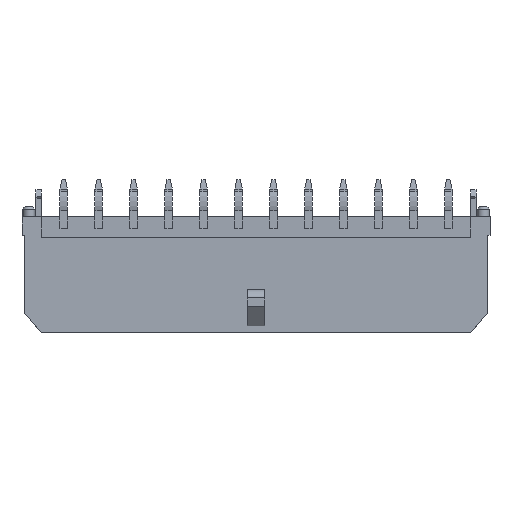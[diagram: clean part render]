
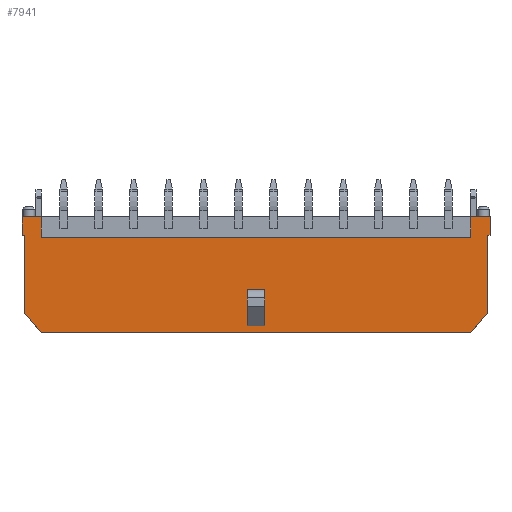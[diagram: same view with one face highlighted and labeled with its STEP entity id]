
A CAD part, front view. The second image highlights one B-rep face of the part: STEP entity #7941.
In plain terms, the highlighted face is planar.
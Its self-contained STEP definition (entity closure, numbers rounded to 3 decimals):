
#183 = LINE ( 'NONE', #7433, #227 ) ;
#227 = VECTOR ( 'NONE', #2849, 1000. ) ;
#262 = EDGE_CURVE ( 'NONE', #14108, #31021, #11476, .T. ) ;
#382 = VERTEX_POINT ( 'NONE', #732 ) ;
#427 = VECTOR ( 'NONE', #8115, 1000. ) ;
#555 = LINE ( 'NONE', #2459, #19538 ) ;
#732 = CARTESIAN_POINT ( 'NONE',  ( -15.75, 9.37, -4.9 ) ) ;
#919 = ORIENTED_EDGE ( 'NONE', *, *, #8220, .F. ) ;
#1254 = EDGE_CURVE ( 'NONE', #11671, #11256, #15065, .T. ) ;
#1359 = VECTOR ( 'NONE', #4567, 1000. ) ;
#1369 = VERTEX_POINT ( 'NONE', #3730 ) ;
#1513 = LINE ( 'NONE', #4160, #17841 ) ;
#1725 = VECTOR ( 'NONE', #17748, 1000. ) ;
#1826 = CARTESIAN_POINT ( 'NONE',  ( -36.575, 1.6, -4.9 ) ) ;
#1911 = LINE ( 'NONE', #23004, #23860 ) ;
#1955 = VECTOR ( 'NONE', #19119, 1000. ) ;
#2036 = VERTEX_POINT ( 'NONE', #6173 ) ;
#2317 = ORIENTED_EDGE ( 'NONE', *, *, #26318, .T. ) ;
#2459 = CARTESIAN_POINT ( 'NONE',  ( -34.925, 0., -4.9 ) ) ;
#2817 = CARTESIAN_POINT ( 'NONE',  ( 1.925, 0., -4.9 ) ) ;
#2849 = DIRECTION ( 'NONE',  ( 1., 0., 0. ) ) ;
#3241 = ORIENTED_EDGE ( 'NONE', *, *, #26308, .F. ) ;
#3262 = ORIENTED_EDGE ( 'NONE', *, *, #262, .F. ) ;
#3289 = CARTESIAN_POINT ( 'NONE',  ( 3.575, 1.6, -4.9 ) ) ;
#3624 = VERTEX_POINT ( 'NONE', #27376 ) ;
#3730 = CARTESIAN_POINT ( 'NONE',  ( -15.75, 6.21, -4.9 ) ) ;
#3958 = CARTESIAN_POINT ( 'NONE',  ( -34.925, 1.75, -4.9 ) ) ;
#4008 = VECTOR ( 'NONE', #24646, 1000. ) ;
#4160 = CARTESIAN_POINT ( 'NONE',  ( -15.75, 9.37, -4.9 ) ) ;
#4251 = CARTESIAN_POINT ( 'NONE',  ( -36.325, 1.6, -4.9 ) ) ;
#4567 = DIRECTION ( 'NONE',  ( 1., 0., 0. ) ) ;
#4699 = DIRECTION ( 'NONE',  ( 0., 1., 0. ) ) ;
#4703 = VERTEX_POINT ( 'NONE', #20076 ) ;
#4835 = EDGE_CURVE ( 'NONE', #2036, #29605, #18746, .T. ) ;
#5277 = EDGE_CURVE ( 'NONE', #29611, #3624, #14455, .T. ) ;
#5447 = VECTOR ( 'NONE', #4699, 1000. ) ;
#5462 = EDGE_LOOP ( 'NONE', ( #11174, #919, #27190, #26033 ) ) ;
#6173 = CARTESIAN_POINT ( 'NONE',  ( 3.325, 1.6, -4.9 ) ) ;
#6191 = VERTEX_POINT ( 'NONE', #26041 ) ;
#6920 = CARTESIAN_POINT ( 'NONE',  ( 1.925, 0., -4.9 ) ) ;
#7231 = EDGE_CURVE ( 'NONE', #16458, #6191, #11721, .T. ) ;
#7341 = CARTESIAN_POINT ( 'NONE',  ( 3.325, 8.27, -4.9 ) ) ;
#7433 = CARTESIAN_POINT ( 'NONE',  ( -34.925, 1.75, -4.9 ) ) ;
#7899 = EDGE_CURVE ( 'NONE', #28162, #3624, #183, .T. ) ;
#7941 = ADVANCED_FACE ( 'NONE', ( #12925, #25190 ), #20162, .T. ) ;
#7965 = CARTESIAN_POINT ( 'NONE',  ( 3.575, 0., -4.9 ) ) ;
#8058 = CARTESIAN_POINT ( 'NONE',  ( -36.325, 0., -4.9 ) ) ;
#8101 = ORIENTED_EDGE ( 'NONE', *, *, #14324, .T. ) ;
#8115 = DIRECTION ( 'NONE',  ( 1., 0., 0. ) ) ;
#8220 = EDGE_CURVE ( 'NONE', #382, #1369, #1513, .T. ) ;
#9147 = DIRECTION ( 'NONE',  ( -1., 0., 0. ) ) ;
#9280 = CARTESIAN_POINT ( 'NONE',  ( -34.925, 9.91, -4.9 ) ) ;
#9361 = ORIENTED_EDGE ( 'NONE', *, *, #18015, .F. ) ;
#9535 = CARTESIAN_POINT ( 'NONE',  ( -17.25, 6.21, -4.9 ) ) ;
#9551 = LINE ( 'NONE', #7965, #10336 ) ;
#9590 = VERTEX_POINT ( 'NONE', #9812 ) ;
#9758 = ORIENTED_EDGE ( 'NONE', *, *, #7899, .F. ) ;
#9812 = CARTESIAN_POINT ( 'NONE',  ( -36.325, 8.27, -4.9 ) ) ;
#10178 = CARTESIAN_POINT ( 'NONE',  ( -17.25, 9.37, -4.9 ) ) ;
#10336 = VECTOR ( 'NONE', #24947, 1000. ) ;
#10476 = LINE ( 'NONE', #30147, #30447 ) ;
#10570 = DIRECTION ( 'NONE',  ( 1., 0., 0. ) ) ;
#10685 = CARTESIAN_POINT ( 'NONE',  ( -17.25, 9.37, -4.9 ) ) ;
#10704 = CARTESIAN_POINT ( 'NONE',  ( -36.575, 1.6, -4.9 ) ) ;
#11174 = ORIENTED_EDGE ( 'NONE', *, *, #30300, .T. ) ;
#11256 = VERTEX_POINT ( 'NONE', #26747 ) ;
#11462 = ORIENTED_EDGE ( 'NONE', *, *, #7231, .F. ) ;
#11476 = LINE ( 'NONE', #21075, #22532 ) ;
#11649 = ORIENTED_EDGE ( 'NONE', *, *, #14201, .F. ) ;
#11671 = VERTEX_POINT ( 'NONE', #15088 ) ;
#11721 = LINE ( 'NONE', #1826, #28749 ) ;
#11796 = EDGE_LOOP ( 'NONE', ( #2317, #11462, #3241, #15237, #9361, #25157, #3262, #15420, #14381, #11649, #8101, #24189, #9758, #18336 ) ) ;
#12808 = AXIS2_PLACEMENT_3D ( 'NONE', #8058, #15756, #10570 ) ;
#12925 = FACE_BOUND ( 'NONE', #5462, .T. ) ;
#13355 = LINE ( 'NONE', #10685, #1725 ) ;
#13403 = DIRECTION ( 'NONE',  ( -1., 0., 0. ) ) ;
#13545 = VERTEX_POINT ( 'NONE', #27091 ) ;
#13784 = LINE ( 'NONE', #9535, #1955 ) ;
#14108 = VERTEX_POINT ( 'NONE', #7341 ) ;
#14201 = EDGE_CURVE ( 'NONE', #20673, #29605, #9551, .T. ) ;
#14324 = EDGE_CURVE ( 'NONE', #20673, #29611, #10476, .T. ) ;
#14381 = ORIENTED_EDGE ( 'NONE', *, *, #4835, .T. ) ;
#14455 = LINE ( 'NONE', #6920, #5447 ) ;
#15065 = LINE ( 'NONE', #10178, #4008 ) ;
#15088 = CARTESIAN_POINT ( 'NONE',  ( -17.25, 9.37, -4.9 ) ) ;
#15237 = ORIENTED_EDGE ( 'NONE', *, *, #30844, .T. ) ;
#15420 = ORIENTED_EDGE ( 'NONE', *, *, #25643, .F. ) ;
#15756 = DIRECTION ( 'NONE',  ( 0., 0., -1. ) ) ;
#16366 = DIRECTION ( 'NONE',  ( 0., 1., 0. ) ) ;
#16371 = CARTESIAN_POINT ( 'NONE',  ( -34.925, 0., -4.9 ) ) ;
#16458 = VERTEX_POINT ( 'NONE', #10704 ) ;
#16594 = DIRECTION ( 'NONE',  ( 0., -1., 0. ) ) ;
#16822 = VECTOR ( 'NONE', #9147, 1000. ) ;
#17104 = EDGE_CURVE ( 'NONE', #4703, #28162, #555, .T. ) ;
#17748 = DIRECTION ( 'NONE',  ( 1., 0., 0. ) ) ;
#17798 = VECTOR ( 'NONE', #29170, 1000. ) ;
#17841 = VECTOR ( 'NONE', #27762, 1000. ) ;
#18015 = EDGE_CURVE ( 'NONE', #27586, #9590, #30177, .T. ) ;
#18182 = DIRECTION ( 'NONE',  ( -1., 0., 0. ) ) ;
#18264 = LINE ( 'NONE', #4251, #24571 ) ;
#18336 = ORIENTED_EDGE ( 'NONE', *, *, #17104, .F. ) ;
#18746 = LINE ( 'NONE', #27287, #427 ) ;
#19119 = DIRECTION ( 'NONE',  ( 1., 0., 0. ) ) ;
#19538 = VECTOR ( 'NONE', #24457, 1000. ) ;
#19987 = CARTESIAN_POINT ( 'NONE',  ( 3.575, 0., -4.9 ) ) ;
#20076 = CARTESIAN_POINT ( 'NONE',  ( -34.925, 0., -4.9 ) ) ;
#20112 = CARTESIAN_POINT ( 'NONE',  ( -34.925, 9.91, -4.9 ) ) ;
#20162 = PLANE ( 'NONE',  #12808 ) ;
#20673 = VERTEX_POINT ( 'NONE', #19987 ) ;
#21075 = CARTESIAN_POINT ( 'NONE',  ( 3.325, 8.27, -4.9 ) ) ;
#21701 = CARTESIAN_POINT ( 'NONE',  ( 1.925, 9.91, -4.9 ) ) ;
#21936 = CARTESIAN_POINT ( 'NONE',  ( 3.325, 1.6, -4.9 ) ) ;
#22065 = EDGE_CURVE ( 'NONE', #27586, #31021, #23604, .T. ) ;
#22532 = VECTOR ( 'NONE', #24323, 1000. ) ;
#22570 = CARTESIAN_POINT ( 'NONE',  ( -34.925, 9.91, -4.9 ) ) ;
#23004 = CARTESIAN_POINT ( 'NONE',  ( -36.325, 1.6, -4.9 ) ) ;
#23604 = LINE ( 'NONE', #9280, #1359 ) ;
#23776 = EDGE_CURVE ( 'NONE', #11671, #382, #13355, .T. ) ;
#23860 = VECTOR ( 'NONE', #13403, 1000. ) ;
#24090 = VECTOR ( 'NONE', #25291, 1000. ) ;
#24189 = ORIENTED_EDGE ( 'NONE', *, *, #5277, .T. ) ;
#24285 = LINE ( 'NONE', #21936, #17798 ) ;
#24323 = DIRECTION ( 'NONE',  ( -0.649, 0.761, 0. ) ) ;
#24457 = DIRECTION ( 'NONE',  ( 0., 1., 0. ) ) ;
#24571 = VECTOR ( 'NONE', #16366, 1000. ) ;
#24646 = DIRECTION ( 'NONE',  ( 0., -1., 0. ) ) ;
#24947 = DIRECTION ( 'NONE',  ( 0., 1., 0. ) ) ;
#25157 = ORIENTED_EDGE ( 'NONE', *, *, #22065, .T. ) ;
#25190 = FACE_OUTER_BOUND ( 'NONE', #11796, .T. ) ;
#25291 = DIRECTION ( 'NONE',  ( -0.649, -0.761, 0. ) ) ;
#25643 = EDGE_CURVE ( 'NONE', #2036, #14108, #24285, .T. ) ;
#26033 = ORIENTED_EDGE ( 'NONE', *, *, #1254, .T. ) ;
#26041 = CARTESIAN_POINT ( 'NONE',  ( -36.575, 0., -4.9 ) ) ;
#26308 = EDGE_CURVE ( 'NONE', #13545, #16458, #1911, .T. ) ;
#26318 = EDGE_CURVE ( 'NONE', #4703, #6191, #30228, .T. ) ;
#26747 = CARTESIAN_POINT ( 'NONE',  ( -17.25, 6.21, -4.9 ) ) ;
#27091 = CARTESIAN_POINT ( 'NONE',  ( -36.325, 1.6, -4.9 ) ) ;
#27190 = ORIENTED_EDGE ( 'NONE', *, *, #23776, .F. ) ;
#27287 = CARTESIAN_POINT ( 'NONE',  ( 3.325, 1.6, -4.9 ) ) ;
#27376 = CARTESIAN_POINT ( 'NONE',  ( 1.925, 1.75, -4.9 ) ) ;
#27586 = VERTEX_POINT ( 'NONE', #22570 ) ;
#27762 = DIRECTION ( 'NONE',  ( 0., -1., 0. ) ) ;
#28162 = VERTEX_POINT ( 'NONE', #3958 ) ;
#28749 = VECTOR ( 'NONE', #16594, 1000. ) ;
#29170 = DIRECTION ( 'NONE',  ( 0., 1., 0. ) ) ;
#29605 = VERTEX_POINT ( 'NONE', #3289 ) ;
#29611 = VERTEX_POINT ( 'NONE', #2817 ) ;
#30147 = CARTESIAN_POINT ( 'NONE',  ( 3.575, 0., -4.9 ) ) ;
#30177 = LINE ( 'NONE', #20112, #24090 ) ;
#30228 = LINE ( 'NONE', #16371, #16822 ) ;
#30300 = EDGE_CURVE ( 'NONE', #11256, #1369, #13784, .T. ) ;
#30447 = VECTOR ( 'NONE', #18182, 1000. ) ;
#30844 = EDGE_CURVE ( 'NONE', #13545, #9590, #18264, .T. ) ;
#31021 = VERTEX_POINT ( 'NONE', #21701 ) ;
